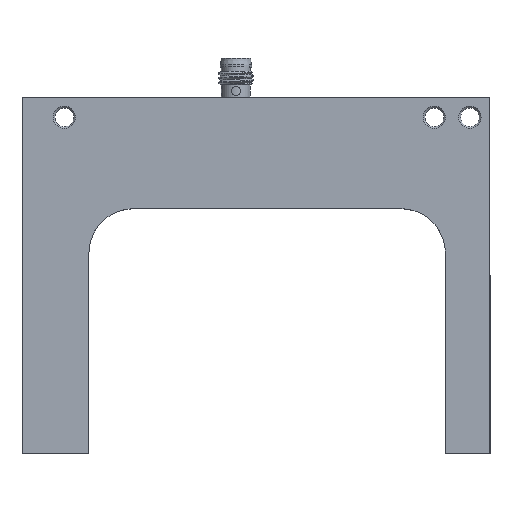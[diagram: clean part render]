
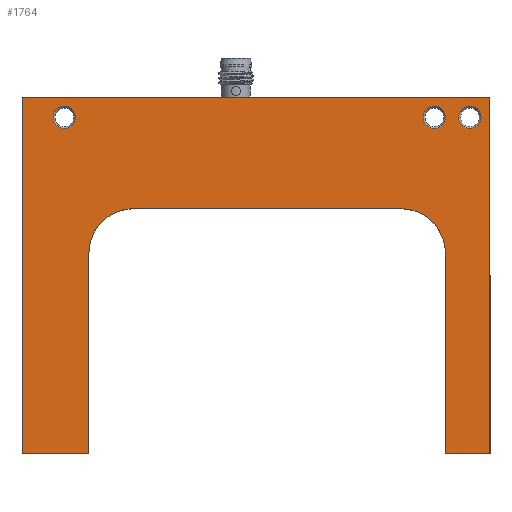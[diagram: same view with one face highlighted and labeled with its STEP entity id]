
A CAD part, top view. The second image highlights one B-rep face of the part: STEP entity #1764.
In plain terms, the highlighted planar face has unit normal (0, 0, 1).
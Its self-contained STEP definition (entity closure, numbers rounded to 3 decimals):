
#1123 = VERTEX_POINT ( 'NONE', #6667 ) ;
#1231 = VERTEX_POINT ( 'NONE', #7093 ) ;
#1235 = EDGE_CURVE ( 'NONE', #1231, #1242, #7098, .T. ) ;
#1242 = VERTEX_POINT ( 'NONE', #7124 ) ;
#1254 = EDGE_CURVE ( 'NONE', #1255, #1256, #7058, .T. ) ;
#1255 = VERTEX_POINT ( 'NONE', #7059 ) ;
#1256 = VERTEX_POINT ( 'NONE', #7113 ) ;
#1447 = VERTEX_POINT ( 'NONE', #6133 ) ;
#1485 = VERTEX_POINT ( 'NONE', #6151 ) ;
#1488 = EDGE_CURVE ( 'NONE', #1490, #1491, #6142, .T. ) ;
#1490 = VERTEX_POINT ( 'NONE', #6143 ) ;
#1491 = VERTEX_POINT ( 'NONE', #6152 ) ;
#1498 = VERTEX_POINT ( 'NONE', #5044 ) ;
#1510 = EDGE_CURVE ( 'NONE', #1650, #1648, #5105, .T. ) ;
#1513 = EDGE_CURVE ( 'NONE', #1447, #1650, #5131, .T. ) ;
#1519 = EDGE_CURVE ( 'NONE', #1520, #1447, #5111, .T. ) ;
#1520 = VERTEX_POINT ( 'NONE', #5101 ) ;
#1538 = EDGE_CURVE ( 'NONE', #1669, #1520, #5534, .T. ) ;
#1571 = EDGE_CURVE ( 'NONE', #1491, #1617, #5713, .T. ) ;
#1581 = EDGE_CURVE ( 'NONE', #1123, #1485, #5666, .T. ) ;
#1610 = EDGE_CURVE ( 'NONE', #1623, #1498, #5880, .T. ) ;
#1617 = VERTEX_POINT ( 'NONE', #5829 ) ;
#1623 = VERTEX_POINT ( 'NONE', #5805 ) ;
#1628 = EDGE_CURVE ( 'NONE', #1617, #1623, #5764, .T. ) ;
#1638 = EDGE_CURVE ( 'NONE', #1648, #1490, #5815, .T. ) ;
#1648 = VERTEX_POINT ( 'NONE', #5800 ) ;
#1650 = VERTEX_POINT ( 'NONE', #5802 ) ;
#1661 = EDGE_CURVE ( 'NONE', #1485, #1123, #5948, .T. ) ;
#1669 = VERTEX_POINT ( 'NONE', #5926 ) ;
#1682 = EDGE_CURVE ( 'NONE', #1498, #1669, #5558, .T. ) ;
#1705 = EDGE_LOOP ( 'NONE', ( #1741, #1713 ) ) ;
#1713 = ORIENTED_EDGE ( 'NONE', *, *, #1760, .T. ) ;
#1719 = EDGE_LOOP ( 'NONE', ( #1774, #1772 ) ) ;
#1720 = ORIENTED_EDGE ( 'NONE', *, *, #1610, .F. ) ;
#1721 = EDGE_LOOP ( 'NONE', ( #1893, #1780 ) ) ;
#1722 = EDGE_CURVE ( 'NONE', #1256, #1255, #4629, .T. ) ;
#1741 = ORIENTED_EDGE ( 'NONE', *, *, #1235, .T. ) ;
#1760 = EDGE_CURVE ( 'NONE', #1242, #1231, #4532, .T. ) ;
#1761 = EDGE_LOOP ( 'NONE', ( #1779, #1797, #1809, #1799, #1778, #1810, #1773, #1798, #1720, #1771 ) ) ;
#1764 = ADVANCED_FACE ( 'NONE', ( #4615, #4593, #4591, #4584 ), #4673, .T. ) ;
#1771 = ORIENTED_EDGE ( 'NONE', *, *, #1628, .F. ) ;
#1772 = ORIENTED_EDGE ( 'NONE', *, *, #1722, .T. ) ;
#1773 = ORIENTED_EDGE ( 'NONE', *, *, #1538, .F. ) ;
#1774 = ORIENTED_EDGE ( 'NONE', *, *, #1254, .T. ) ;
#1778 = ORIENTED_EDGE ( 'NONE', *, *, #1513, .F. ) ;
#1779 = ORIENTED_EDGE ( 'NONE', *, *, #1571, .F. ) ;
#1780 = ORIENTED_EDGE ( 'NONE', *, *, #1581, .T. ) ;
#1797 = ORIENTED_EDGE ( 'NONE', *, *, #1488, .F. ) ;
#1798 = ORIENTED_EDGE ( 'NONE', *, *, #1682, .F. ) ;
#1799 = ORIENTED_EDGE ( 'NONE', *, *, #1510, .F. ) ;
#1809 = ORIENTED_EDGE ( 'NONE', *, *, #1638, .F. ) ;
#1810 = ORIENTED_EDGE ( 'NONE', *, *, #1519, .F. ) ;
#1893 = ORIENTED_EDGE ( 'NONE', *, *, #1661, .T. ) ;
#4532 = CIRCLE ( 'NONE', #4588, 2.5 ) ;
#4541 = DIRECTION ( 'NONE',  ( 1., 0., 0. ) ) ;
#4542 = DIRECTION ( 'NONE',  ( 0., 0., -1. ) ) ;
#4543 = CARTESIAN_POINT ( 'NONE',  ( -4.5, -4.5, 0. ) ) ;
#4544 = AXIS2_PLACEMENT_3D ( 'NONE', #4543, #4542, #4541 ) ;
#4584 = FACE_BOUND ( 'NONE', #1719, .T. ) ;
#4585 = DIRECTION ( 'NONE',  ( 1., 0., 0. ) ) ;
#4586 = DIRECTION ( 'NONE',  ( 0., 0., -1. ) ) ;
#4587 = CARTESIAN_POINT ( 'NONE',  ( -12.5, -4.5, 0. ) ) ;
#4588 = AXIS2_PLACEMENT_3D ( 'NONE', #4587, #4586, #4585 ) ;
#4591 = FACE_BOUND ( 'NONE', #1721, .T. ) ;
#4593 = FACE_OUTER_BOUND ( 'NONE', #1761, .T. ) ;
#4615 = FACE_BOUND ( 'NONE', #1705, .T. ) ;
#4629 = CIRCLE ( 'NONE', #4544, 2.5 ) ;
#4669 = DIRECTION ( 'NONE',  ( -1., 0., 0. ) ) ;
#4672 = CARTESIAN_POINT ( 'NONE',  ( -80., -35., 0. ) ) ;
#4673 = PLANE ( 'NONE',  #4700 ) ;
#4700 = AXIS2_PLACEMENT_3D ( 'NONE', #4672, #4738, #4669 ) ;
#4738 = DIRECTION ( 'NONE',  ( 0., 0., 1. ) ) ;
#5044 = CARTESIAN_POINT ( 'NONE',  ( -105., 0., 0. ) ) ;
#5095 = DIRECTION ( 'NONE',  ( -1., 0., 0. ) ) ;
#5096 = VECTOR ( 'NONE', #5095, 1000. ) ;
#5097 = DIRECTION ( 'NONE',  ( 0., 0., 1. ) ) ;
#5098 = CARTESIAN_POINT ( 'NONE',  ( -20., -35., 0. ) ) ;
#5099 = AXIS2_PLACEMENT_3D ( 'NONE', #5098, #5097, #5133 ) ;
#5101 = CARTESIAN_POINT ( 'NONE',  ( 0., -80., 0. ) ) ;
#5102 = DIRECTION ( 'NONE',  ( 0., 1., 0. ) ) ;
#5103 = VECTOR ( 'NONE', #5102, 1000. ) ;
#5105 = CIRCLE ( 'NONE', #5099, 10. ) ;
#5110 = CARTESIAN_POINT ( 'NONE',  ( -10., -80., 0. ) ) ;
#5111 = LINE ( 'NONE', #5110, #5096 ) ;
#5130 = CARTESIAN_POINT ( 'NONE',  ( -10., -80., 0. ) ) ;
#5131 = LINE ( 'NONE', #5130, #5103 ) ;
#5133 = DIRECTION ( 'NONE',  ( 1., 0., 0. ) ) ;
#5528 = DIRECTION ( 'NONE',  ( 0., -1., 0. ) ) ;
#5529 = VECTOR ( 'NONE', #5528, 1000. ) ;
#5533 = CARTESIAN_POINT ( 'NONE',  ( 0., -80., 0. ) ) ;
#5534 = LINE ( 'NONE', #5533, #5529 ) ;
#5558 = LINE ( 'NONE', #5826, #5772 ) ;
#5611 = VECTOR ( 'NONE', #5686, 1000. ) ;
#5612 = CARTESIAN_POINT ( 'NONE',  ( -90., -80., 0. ) ) ;
#5653 = DIRECTION ( 'NONE',  ( 1., 0., 0. ) ) ;
#5654 = DIRECTION ( 'NONE',  ( 0., 0., -1. ) ) ;
#5655 = AXIS2_PLACEMENT_3D ( 'NONE', #5663, #5654, #5653 ) ;
#5663 = CARTESIAN_POINT ( 'NONE',  ( -95.5, -4.5, 0. ) ) ;
#5666 = CIRCLE ( 'NONE', #5655, 2.5 ) ;
#5686 = DIRECTION ( 'NONE',  ( 0., -1., 0. ) ) ;
#5713 = LINE ( 'NONE', #5612, #5611 ) ;
#5761 = DIRECTION ( 'NONE',  ( 0., 1., 0. ) ) ;
#5764 = LINE ( 'NONE', #5793, #5817 ) ;
#5772 = VECTOR ( 'NONE', #5852, 1000. ) ;
#5793 = CARTESIAN_POINT ( 'NONE',  ( -105., -80., 0. ) ) ;
#5798 = DIRECTION ( 'NONE',  ( -1., 0., 0. ) ) ;
#5799 = VECTOR ( 'NONE', #5798, 1000. ) ;
#5800 = CARTESIAN_POINT ( 'NONE',  ( -20., -25., 0. ) ) ;
#5802 = CARTESIAN_POINT ( 'NONE',  ( -10., -35., 0. ) ) ;
#5805 = CARTESIAN_POINT ( 'NONE',  ( -105., -80., 0. ) ) ;
#5814 = CARTESIAN_POINT ( 'NONE',  ( -80., -25., 0. ) ) ;
#5815 = LINE ( 'NONE', #5814, #5799 ) ;
#5816 = DIRECTION ( 'NONE',  ( -1., 0., 0. ) ) ;
#5817 = VECTOR ( 'NONE', #5816, 1000. ) ;
#5826 = CARTESIAN_POINT ( 'NONE',  ( -105., 0., 0. ) ) ;
#5829 = CARTESIAN_POINT ( 'NONE',  ( -90., -80., 0. ) ) ;
#5831 = VECTOR ( 'NONE', #5761, 1000. ) ;
#5852 = DIRECTION ( 'NONE',  ( 1., 0., 0. ) ) ;
#5879 = CARTESIAN_POINT ( 'NONE',  ( -105., -80., 0. ) ) ;
#5880 = LINE ( 'NONE', #5879, #5831 ) ;
#5926 = CARTESIAN_POINT ( 'NONE',  ( 0., 0., 0. ) ) ;
#5934 = DIRECTION ( 'NONE',  ( 1., 0., 0. ) ) ;
#5935 = DIRECTION ( 'NONE',  ( 0., 0., -1. ) ) ;
#5936 = CARTESIAN_POINT ( 'NONE',  ( -95.5, -4.5, 0. ) ) ;
#5937 = AXIS2_PLACEMENT_3D ( 'NONE', #5936, #5935, #5934 ) ;
#5948 = CIRCLE ( 'NONE', #5937, 2.5 ) ;
#6005 = DIRECTION ( 'NONE',  ( -1., 0., 0. ) ) ;
#6133 = CARTESIAN_POINT ( 'NONE',  ( -10., -80., 0. ) ) ;
#6140 = DIRECTION ( 'NONE',  ( 0., 0., 1. ) ) ;
#6141 = AXIS2_PLACEMENT_3D ( 'NONE', #6150, #6140, #6005 ) ;
#6142 = CIRCLE ( 'NONE', #6141, 10. ) ;
#6143 = CARTESIAN_POINT ( 'NONE',  ( -80., -25., 0. ) ) ;
#6150 = CARTESIAN_POINT ( 'NONE',  ( -80., -35., 0. ) ) ;
#6151 = CARTESIAN_POINT ( 'NONE',  ( -98., -4.5, 0. ) ) ;
#6152 = CARTESIAN_POINT ( 'NONE',  ( -90., -35., 0. ) ) ;
#6667 = CARTESIAN_POINT ( 'NONE',  ( -93., -4.5, 0. ) ) ;
#7058 = CIRCLE ( 'NONE', #7107, 2.5 ) ;
#7059 = CARTESIAN_POINT ( 'NONE',  ( -7., -4.5, 0. ) ) ;
#7093 = CARTESIAN_POINT ( 'NONE',  ( -15., -4.5, 0. ) ) ;
#7098 = CIRCLE ( 'NONE', #7123, 2.5 ) ;
#7104 = DIRECTION ( 'NONE',  ( 1., 0., 0. ) ) ;
#7105 = DIRECTION ( 'NONE',  ( 0., 0., -1. ) ) ;
#7106 = CARTESIAN_POINT ( 'NONE',  ( -4.5, -4.5, 0. ) ) ;
#7107 = AXIS2_PLACEMENT_3D ( 'NONE', #7106, #7105, #7104 ) ;
#7113 = CARTESIAN_POINT ( 'NONE',  ( -2., -4.5, 0. ) ) ;
#7120 = DIRECTION ( 'NONE',  ( 1., 0., 0. ) ) ;
#7121 = DIRECTION ( 'NONE',  ( 0., 0., -1. ) ) ;
#7122 = CARTESIAN_POINT ( 'NONE',  ( -12.5, -4.5, 0. ) ) ;
#7123 = AXIS2_PLACEMENT_3D ( 'NONE', #7122, #7121, #7120 ) ;
#7124 = CARTESIAN_POINT ( 'NONE',  ( -10., -4.5, 0. ) ) ;
